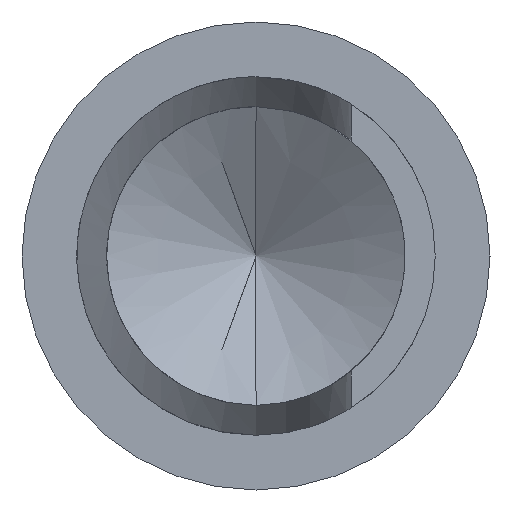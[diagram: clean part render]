
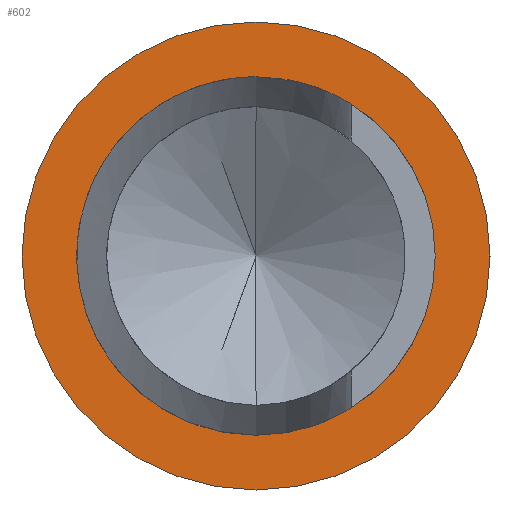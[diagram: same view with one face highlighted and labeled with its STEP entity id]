
A CAD part, front view. The second image highlights one B-rep face of the part: STEP entity #602.
In plain terms, the highlighted planar face has unit normal (0, -1, 0).
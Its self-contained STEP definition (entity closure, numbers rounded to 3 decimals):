
#37 = CIRCLE ( 'NONE', #136, 0.72 ) ;
#57 = EDGE_CURVE ( 'NONE', #850, #716, #434, .T. ) ;
#66 = CIRCLE ( 'NONE', #450, 0.94 ) ;
#75 = VERTEX_POINT ( 'NONE', #901 ) ;
#79 = DIRECTION ( 'NONE',  ( 0., -1., 0. ) ) ;
#99 = ORIENTED_EDGE ( 'NONE', *, *, #305, .F. ) ;
#136 = AXIS2_PLACEMENT_3D ( 'NONE', #796, #79, #309 ) ;
#162 = PLANE ( 'NONE',  #530 ) ;
#178 = EDGE_CURVE ( 'NONE', #670, #75, #66, .T. ) ;
#184 = CARTESIAN_POINT ( 'NONE',  ( 0., -7.98, 0.72 ) ) ;
#242 = DIRECTION ( 'NONE',  ( 0., 1., 0. ) ) ;
#264 = EDGE_CURVE ( 'NONE', #75, #670, #629, .T. ) ;
#305 = EDGE_CURVE ( 'NONE', #716, #850, #37, .T. ) ;
#309 = DIRECTION ( 'NONE',  ( 0., 0., -1. ) ) ;
#430 = CARTESIAN_POINT ( 'NONE',  ( 0., -7.98, 0. ) ) ;
#434 = CIRCLE ( 'NONE', #521, 0.72 ) ;
#450 = AXIS2_PLACEMENT_3D ( 'NONE', #520, #985, #831 ) ;
#484 = DIRECTION ( 'NONE',  ( 0., 0., 1. ) ) ;
#503 = DIRECTION ( 'NONE',  ( 0., -1., 0. ) ) ;
#520 = CARTESIAN_POINT ( 'NONE',  ( 0., -7.98, 0. ) ) ;
#521 = AXIS2_PLACEMENT_3D ( 'NONE', #430, #503, #662 ) ;
#524 = CARTESIAN_POINT ( 'NONE',  ( 0., -7.98, -0.72 ) ) ;
#530 = AXIS2_PLACEMENT_3D ( 'NONE', #572, #242, #484 ) ;
#533 = DIRECTION ( 'NONE',  ( 0., -1., 0. ) ) ;
#547 = ORIENTED_EDGE ( 'NONE', *, *, #178, .T. ) ;
#570 = ORIENTED_EDGE ( 'NONE', *, *, #264, .T. ) ;
#572 = CARTESIAN_POINT ( 'NONE',  ( -0.94, -7.98, 0. ) ) ;
#592 = EDGE_LOOP ( 'NONE', ( #991, #99 ) ) ;
#602 = ADVANCED_FACE ( 'NONE', ( #816, #665 ), #162, .F. ) ;
#629 = CIRCLE ( 'NONE', #820, 0.94 ) ;
#662 = DIRECTION ( 'NONE',  ( 0., 0., -1. ) ) ;
#665 = FACE_OUTER_BOUND ( 'NONE', #671, .T. ) ;
#670 = VERTEX_POINT ( 'NONE', #980 ) ;
#671 = EDGE_LOOP ( 'NONE', ( #547, #570 ) ) ;
#716 = VERTEX_POINT ( 'NONE', #184 ) ;
#773 = DIRECTION ( 'NONE',  ( 0., 0., -1. ) ) ;
#796 = CARTESIAN_POINT ( 'NONE',  ( 0., -7.98, 0. ) ) ;
#816 = FACE_BOUND ( 'NONE', #592, .T. ) ;
#820 = AXIS2_PLACEMENT_3D ( 'NONE', #927, #533, #773 ) ;
#831 = DIRECTION ( 'NONE',  ( 0., 0., -1. ) ) ;
#850 = VERTEX_POINT ( 'NONE', #524 ) ;
#901 = CARTESIAN_POINT ( 'NONE',  ( 0., -7.98, 0.94 ) ) ;
#927 = CARTESIAN_POINT ( 'NONE',  ( 0., -7.98, 0. ) ) ;
#980 = CARTESIAN_POINT ( 'NONE',  ( 0., -7.98, -0.94 ) ) ;
#985 = DIRECTION ( 'NONE',  ( 0., -1., 0. ) ) ;
#991 = ORIENTED_EDGE ( 'NONE', *, *, #57, .F. ) ;
